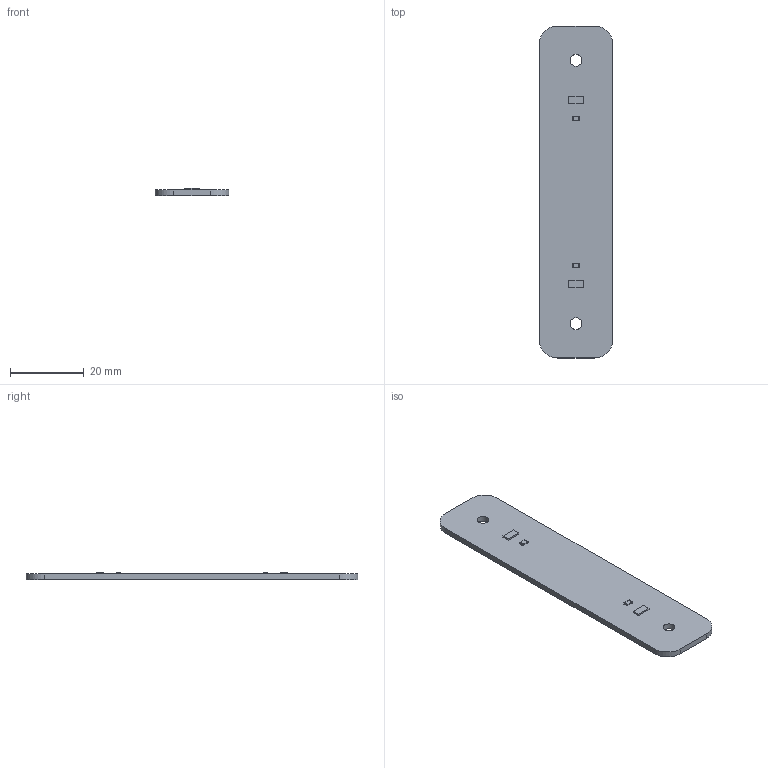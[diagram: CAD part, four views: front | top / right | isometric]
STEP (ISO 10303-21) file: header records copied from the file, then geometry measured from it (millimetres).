
FILE_DESCRIPTION(('KiCad electronic assembly'),'2;1');
FILE_NAME('TEMT6000_SolarPanel_Sensor.step','2021-10-06T16:48:56',( 'An Author'),('A Company'),'Open CASCADE STEP processor 6.9', 'KiCad to STEP converter','Unknown');
FILE_SCHEMA(('AUTOMOTIVE_DESIGN { 1 0 10303 214 1 1 1 1 }'));
Length unit declared in the file: millimetre
Products named in the file (6): Open CASCADE STEP translator 6.9 1; Vishay_Semiconductors_-_TEMT6000X01; COMPOUND; R_0805_2012Metric; SOLID
Assembly tree (7 placements, depth 3):
  Open CASCADE STEP translator 6.9 1
    Vishay_Semiconductors_-_TEMT6000X01  x2
      COMPOUND
    R_0805_2012Metric  x2
      SOLID
    COMPOUND
Bounding box: 20 x 90 x 2.1 mm (x, y, z)
Volume: 2829.1 mm3; surface area: 3953.5 mm2
Topology: 5 solids, 5 shells, 76 faces, 190 edges, 124 vertices
Faces by surface type: plane 54, cylinder 22
Full cylindrical faces by diameter (mm): 3.2 x2
Entity records: 3136 total; most frequent: CARTESIAN_POINT 574, DIRECTION 442, LINE 274, VECTOR 274, ORIENTED_EDGE 220, PCURVE 220, DEFINITIONAL_REPRESENTATION 220, EDGE_CURVE 110
